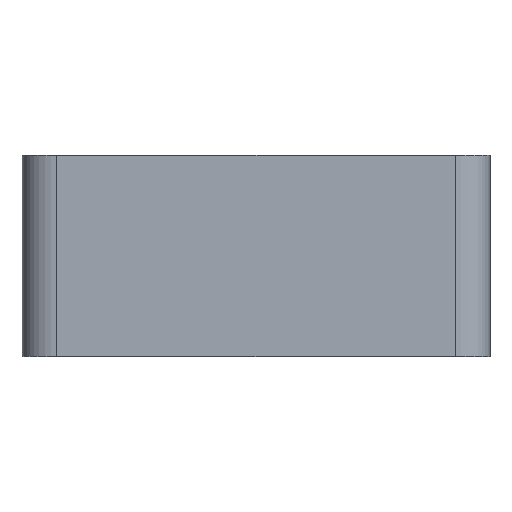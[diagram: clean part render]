
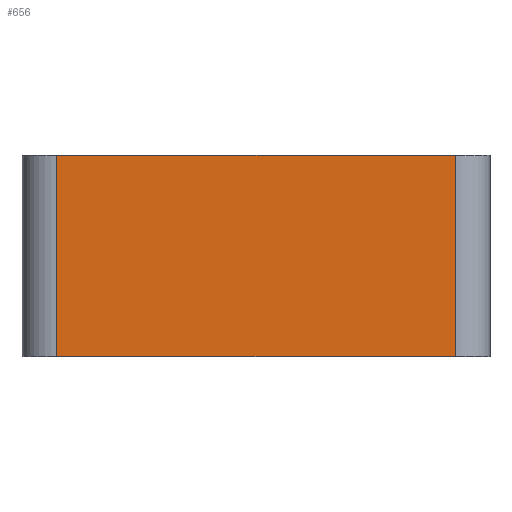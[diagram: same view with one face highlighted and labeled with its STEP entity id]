
A CAD part, top view. The second image highlights one B-rep face of the part: STEP entity #656.
In plain terms, the highlighted planar face has unit normal (0, 0, 1).
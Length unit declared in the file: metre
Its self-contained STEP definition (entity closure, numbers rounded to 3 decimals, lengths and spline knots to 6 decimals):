
#44=LINE('',#1024,#105);
#46=LINE('',#1030,#107);
#47=LINE('',#1032,#108);
#48=LINE('',#1034,#109);
#105=VECTOR('',#811,1.);
#107=VECTOR('',#817,1.);
#108=VECTOR('',#818,1.);
#109=VECTOR('',#819,1.);
#178=ORIENTED_EDGE('',*,*,#368,.T.);
#179=ORIENTED_EDGE('',*,*,#369,.T.);
#180=ORIENTED_EDGE('',*,*,#370,.F.);
#181=ORIENTED_EDGE('',*,*,#365,.T.);
#365=EDGE_CURVE('',#459,#457,#44,.F.);
#368=EDGE_CURVE('',#457,#461,#46,.T.);
#369=EDGE_CURVE('',#461,#462,#47,.T.);
#370=EDGE_CURVE('',#459,#462,#48,.T.);
#457=VERTEX_POINT('',#1022);
#459=VERTEX_POINT('',#1025);
#461=VERTEX_POINT('',#1031);
#462=VERTEX_POINT('',#1033);
#553=EDGE_LOOP('',(#178,#179,#180,#181));
#596=FACE_BOUND('',#553,.T.);
#636=PLANE('',#712);
#656=ADVANCED_FACE('',(#596),#636,.T.);
#712=AXIS2_PLACEMENT_3D('',#1029,#815,#816);
#811=DIRECTION('',(0.,1.,0.));
#815=DIRECTION('',(0.,0.,1.));
#816=DIRECTION('',(1.,0.,0.));
#817=DIRECTION('',(1.,0.,0.));
#818=DIRECTION('',(0.,1.,0.));
#819=DIRECTION('',(1.,0.,0.));
#1022=CARTESIAN_POINT('',(-0.007537,-0.0116,0.0227));
#1024=CARTESIAN_POINT('',(-0.007537,-0.0058,0.0227));
#1025=CARTESIAN_POINT('',(-0.007537,0.,0.0227));
#1029=CARTESIAN_POINT('',(0.003963,-0.0058,0.0227));
#1030=CARTESIAN_POINT('',(0.003963,-0.0116,0.0227));
#1031=CARTESIAN_POINT('',(0.015463,-0.0116,0.0227));
#1032=CARTESIAN_POINT('',(0.015463,0.,0.0227));
#1033=CARTESIAN_POINT('',(0.015463,0.,0.0227));
#1034=CARTESIAN_POINT('',(0.003963,0.,0.0227));
